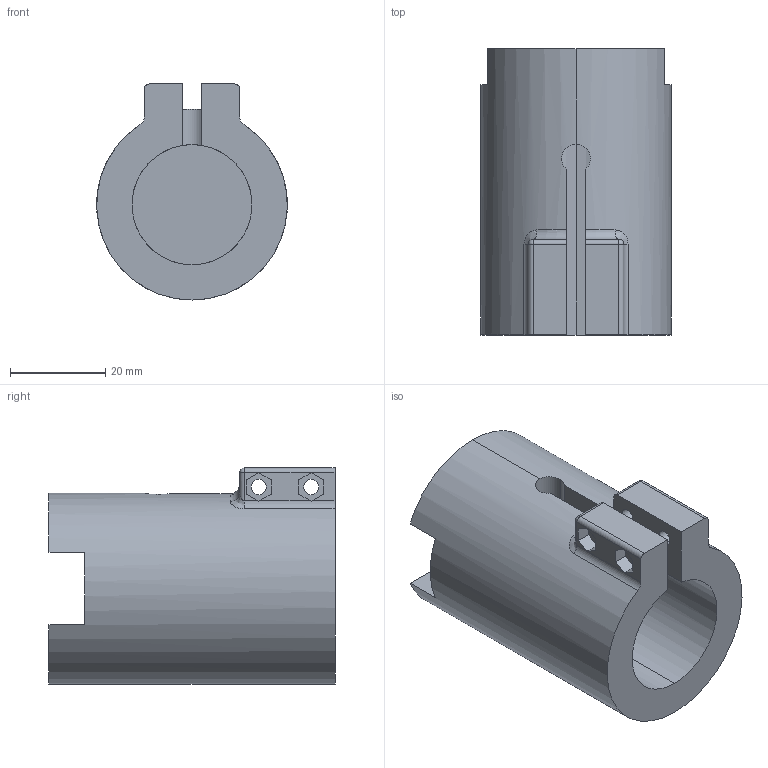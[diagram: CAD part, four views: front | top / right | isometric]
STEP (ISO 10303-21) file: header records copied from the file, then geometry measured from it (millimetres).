
FILE_DESCRIPTION (( 'STEP AP214' ), '1' );
FILE_NAME ('antenna_holder_V2.STEP', '2022-04-13T09:05:26', ( 'MaxAli' ), ( '' ), 'SwSTEP 2.0', 'SolidWorks 2018', '' );
FILE_SCHEMA (( 'AUTOMOTIVE_DESIGN' ));
Length unit declared in the file: millimetre
Products named in the file (1): antenna_holder_V2
Bounding box: 39.98 x 60 x 45.32 mm (x, y, z)
Volume: 51103.7 mm3; surface area: 15293.8 mm2
Topology: 1 solids, 1 shells, 80 faces, 203 edges, 129 vertices
Faces by surface type: plane 39, cylinder 35, sphere 2, bspline 2, torus 2
Entity records: 2687 total; most frequent: CARTESIAN_POINT 687, DIRECTION 417, ORIENTED_EDGE 402, EDGE_CURVE 201, AXIS2_PLACEMENT_3D 151, VERTEX_POINT 129, VECTOR 115, LINE 115
